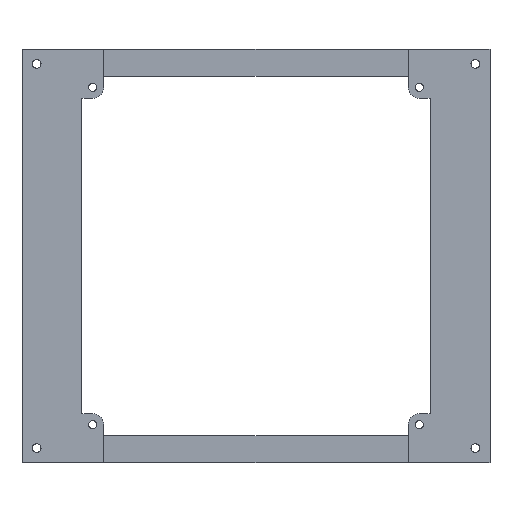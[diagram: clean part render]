
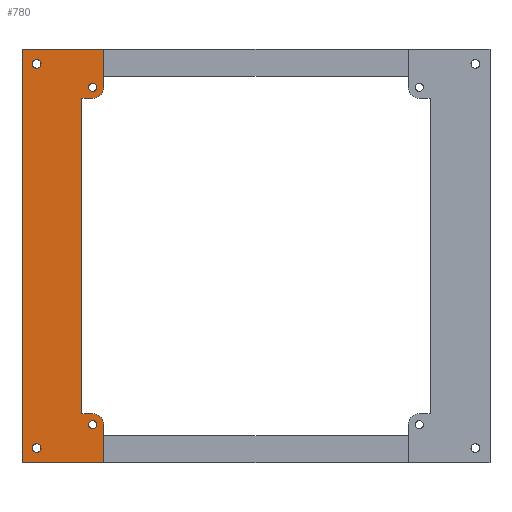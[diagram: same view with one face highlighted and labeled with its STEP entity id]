
A CAD part, front view. The second image highlights one B-rep face of the part: STEP entity #780.
In plain terms, the highlighted planar face has unit normal (0, -1, 0).
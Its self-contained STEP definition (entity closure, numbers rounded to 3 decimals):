
#25=FACE_BOUND('',#125,.T.);
#26=FACE_BOUND('',#126,.T.);
#27=FACE_BOUND('',#127,.T.);
#28=FACE_BOUND('',#128,.T.);
#41=CIRCLE('',#842,5.);
#42=CIRCLE('',#843,5.);
#43=CIRCLE('',#844,1.9);
#44=CIRCLE('',#845,1.9);
#45=CIRCLE('',#846,2.);
#46=CIRCLE('',#847,2.);
#80=FACE_OUTER_BOUND('',#124,.T.);
#124=EDGE_LOOP('',(#553,#554,#555,#556,#557,#558,#559,#560,#561,#562));
#125=EDGE_LOOP('',(#563));
#126=EDGE_LOOP('',(#564));
#127=EDGE_LOOP('',(#565));
#128=EDGE_LOOP('',(#566));
#192=LINE('',#1159,#276);
#193=LINE('',#1162,#277);
#194=LINE('',#1164,#278);
#195=LINE('',#1166,#279);
#196=LINE('',#1168,#280);
#197=LINE('',#1172,#281);
#198=LINE('',#1174,#282);
#199=LINE('',#1176,#283);
#276=VECTOR('',#933,10.);
#277=VECTOR('',#936,10.);
#278=VECTOR('',#937,10.);
#279=VECTOR('',#938,10.);
#280=VECTOR('',#939,10.);
#281=VECTOR('',#942,10.);
#282=VECTOR('',#943,10.);
#283=VECTOR('',#944,10.);
#353=VERTEX_POINT('',#1152);
#356=VERTEX_POINT('',#1157);
#357=VERTEX_POINT('',#1161);
#358=VERTEX_POINT('',#1163);
#359=VERTEX_POINT('',#1165);
#360=VERTEX_POINT('',#1167);
#361=VERTEX_POINT('',#1169);
#362=VERTEX_POINT('',#1171);
#363=VERTEX_POINT('',#1173);
#364=VERTEX_POINT('',#1175);
#365=VERTEX_POINT('',#1178);
#366=VERTEX_POINT('',#1180);
#367=VERTEX_POINT('',#1182);
#368=VERTEX_POINT('',#1184);
#432=EDGE_CURVE('',#353,#356,#192,.T.);
#433=EDGE_CURVE('',#357,#353,#193,.T.);
#434=EDGE_CURVE('',#358,#356,#194,.T.);
#435=EDGE_CURVE('',#358,#359,#195,.T.);
#436=EDGE_CURVE('',#359,#360,#196,.T.);
#437=EDGE_CURVE('',#361,#360,#41,.T.);
#438=EDGE_CURVE('',#361,#362,#197,.T.);
#439=EDGE_CURVE('',#362,#363,#198,.T.);
#440=EDGE_CURVE('',#363,#364,#199,.T.);
#441=EDGE_CURVE('',#357,#364,#42,.T.);
#442=EDGE_CURVE('',#365,#365,#43,.T.);
#443=EDGE_CURVE('',#366,#366,#44,.T.);
#444=EDGE_CURVE('',#367,#367,#45,.T.);
#445=EDGE_CURVE('',#368,#368,#46,.T.);
#553=ORIENTED_EDGE('',*,*,#433,.T.);
#554=ORIENTED_EDGE('',*,*,#432,.T.);
#555=ORIENTED_EDGE('',*,*,#434,.F.);
#556=ORIENTED_EDGE('',*,*,#435,.T.);
#557=ORIENTED_EDGE('',*,*,#436,.T.);
#558=ORIENTED_EDGE('',*,*,#437,.F.);
#559=ORIENTED_EDGE('',*,*,#438,.T.);
#560=ORIENTED_EDGE('',*,*,#439,.T.);
#561=ORIENTED_EDGE('',*,*,#440,.T.);
#562=ORIENTED_EDGE('',*,*,#441,.F.);
#563=ORIENTED_EDGE('',*,*,#442,.T.);
#564=ORIENTED_EDGE('',*,*,#443,.T.);
#565=ORIENTED_EDGE('',*,*,#444,.T.);
#566=ORIENTED_EDGE('',*,*,#445,.T.);
#748=PLANE('',#841);
#780=ADVANCED_FACE('',(#80,#25,#26,#27,#28),#748,.F.);
#841=AXIS2_PLACEMENT_3D('',#1160,#934,#935);
#842=AXIS2_PLACEMENT_3D('',#1170,#940,#941);
#843=AXIS2_PLACEMENT_3D('',#1177,#945,#946);
#844=AXIS2_PLACEMENT_3D('',#1179,#947,#948);
#845=AXIS2_PLACEMENT_3D('',#1181,#949,#950);
#846=AXIS2_PLACEMENT_3D('',#1183,#951,#952);
#847=AXIS2_PLACEMENT_3D('',#1185,#953,#954);
#933=DIRECTION('',(-1.,0.,0.));
#934=DIRECTION('center_axis',(0.,1.,0.));
#935=DIRECTION('ref_axis',(1.,0.,0.));
#936=DIRECTION('',(0.,0.,1.));
#937=DIRECTION('',(0.,0.,1.));
#938=DIRECTION('',(1.,0.,0.));
#939=DIRECTION('',(0.,0.,1.));
#940=DIRECTION('center_axis',(0.,1.,0.));
#941=DIRECTION('ref_axis',(0.707,0.,0.707));
#942=DIRECTION('',(-1.,0.,0.));
#943=DIRECTION('',(0.,0.,1.));
#944=DIRECTION('',(1.,0.,0.));
#945=DIRECTION('center_axis',(0.,1.,0.));
#946=DIRECTION('ref_axis',(0.707,0.,-0.707));
#947=DIRECTION('center_axis',(0.,1.,0.));
#948=DIRECTION('ref_axis',(1.,0.,0.));
#949=DIRECTION('center_axis',(0.,1.,0.));
#950=DIRECTION('ref_axis',(1.,0.,0.));
#951=DIRECTION('center_axis',(0.,1.,0.));
#952=DIRECTION('ref_axis',(0.,0.,1.));
#953=DIRECTION('center_axis',(0.,1.,0.));
#954=DIRECTION('ref_axis',(0.,0.,1.));
#1152=CARTESIAN_POINT('',(37.,0.,189.5));
#1157=CARTESIAN_POINT('',(-0.5,0.,189.5));
#1159=CARTESIAN_POINT('',(107.,0.,189.5));
#1160=CARTESIAN_POINT('Origin',(107.,0.,94.5));
#1161=CARTESIAN_POINT('',(37.,0.,172.));
#1162=CARTESIAN_POINT('',(37.,0.,94.5));
#1163=CARTESIAN_POINT('',(-0.5,0.,-0.5));
#1164=CARTESIAN_POINT('',(-0.5,0.,94.5));
#1165=CARTESIAN_POINT('',(37.,0.,-0.5));
#1166=CARTESIAN_POINT('',(107.,0.,-0.5));
#1167=CARTESIAN_POINT('',(37.,0.,17.));
#1168=CARTESIAN_POINT('',(37.,0.,94.5));
#1169=CARTESIAN_POINT('',(32.,0.,22.));
#1170=CARTESIAN_POINT('Origin',(32.,0.,17.));
#1171=CARTESIAN_POINT('',(27.,0.,22.));
#1172=CARTESIAN_POINT('',(36.5,0.,22.));
#1173=CARTESIAN_POINT('',(27.,0.,167.));
#1174=CARTESIAN_POINT('',(27.,0.,94.5));
#1175=CARTESIAN_POINT('',(32.,0.,167.));
#1176=CARTESIAN_POINT('',(36.5,0.,167.));
#1177=CARTESIAN_POINT('Origin',(32.,0.,172.));
#1178=CARTESIAN_POINT('',(30.1,0.,172.));
#1179=CARTESIAN_POINT('Origin',(32.,0.,
172.));
#1180=CARTESIAN_POINT('',(30.1,0.,17.));
#1181=CARTESIAN_POINT('Origin',(32.,0.,
17.));
#1182=CARTESIAN_POINT('',(6.25,0.,4.25));
#1183=CARTESIAN_POINT('Origin',(6.25,0.,6.25));
#1184=CARTESIAN_POINT('',(6.25,0.,180.75));
#1185=CARTESIAN_POINT('Origin',(6.25,0.,182.75));
